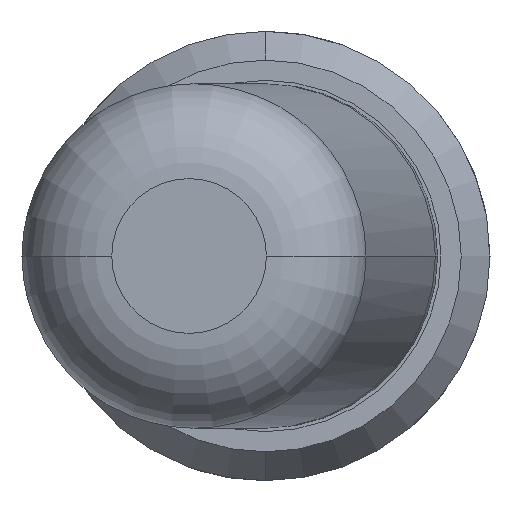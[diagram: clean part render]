
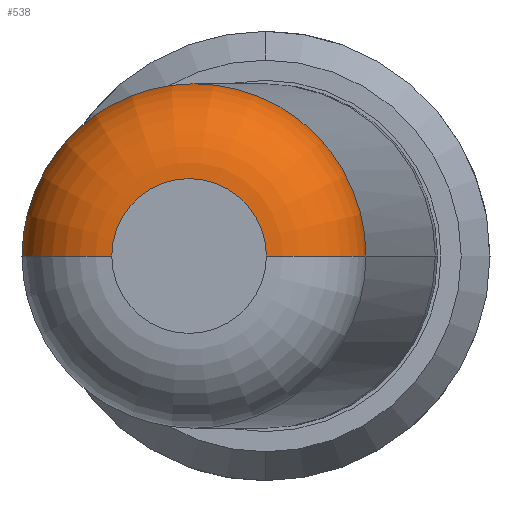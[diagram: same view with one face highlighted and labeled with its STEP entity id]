
A CAD part, front view. The second image highlights one B-rep face of the part: STEP entity #538.
In plain terms, the highlighted toroidal (fillet/blend) face has major radius 0.155 mm and minor radius 0.19 mm.
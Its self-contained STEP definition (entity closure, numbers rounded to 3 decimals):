
#47 = CARTESIAN_POINT ( 'NONE',  ( -0.143, -12.506, 0.345 ) ) ;
#69 = TOROIDAL_SURFACE ( 'NONE', #3641, 0.155, 0.19 ) ;
#140 = EDGE_CURVE ( 'NONE', #482, #2568, #4408, .T. ) ;
#295 = EDGE_CURVE ( 'NONE', #712, #1259, #3964, .T. ) ;
#386 = DIRECTION ( 'NONE',  ( -1., 0., 0. ) ) ;
#482 = VERTEX_POINT ( 'NONE', #3742 ) ;
#484 = CARTESIAN_POINT ( 'NONE',  ( -0.143, -12.506, 0.345 ) ) ;
#493 = ORIENTED_EDGE ( 'NONE', *, *, #4544, .T. ) ;
#538 = ADVANCED_FACE ( 'Defeature ausgef�hrt1_9', ( #4072 ), #69, .T. ) ;
#587 = CARTESIAN_POINT ( 'NONE',  ( -0.053, -12.511, 0.345 ) ) ;
#597 = CIRCLE ( 'NONE', #3718, 0.155 ) ;
#626 = CARTESIAN_POINT ( 'NONE',  ( -0.487, -12.488, 0. ) ) ;
#712 = VERTEX_POINT ( 'NONE', #47 ) ;
#941 = CIRCLE ( 'NONE', #1764, 0.19 ) ;
#976 = DIRECTION ( 'NONE',  ( 0., 0., 1. ) ) ;
#1259 = VERTEX_POINT ( 'NONE', #626 ) ;
#1352 = CARTESIAN_POINT ( 'NONE',  ( 0.202, -12.524, 0.09 ) ) ;
#1391 = EDGE_LOOP ( 'NONE', ( #1945, #2976, #493, #2018, #2231 ) ) ;
#1764 = AXIS2_PLACEMENT_3D ( 'NONE', #4403, #2540, #386 ) ;
#1816 = CARTESIAN_POINT ( 'NONE',  ( -0.308, -12.688, 0. ) ) ;
#1945 = ORIENTED_EDGE ( 'NONE', *, *, #3457, .T. ) ;
#2018 = ORIENTED_EDGE ( 'NONE', *, *, #295, .T. ) ;
#2021 = AXIS2_PLACEMENT_3D ( 'NONE', #4248, #976, #4263 ) ;
#2231 = ORIENTED_EDGE ( 'NONE', *, *, #3355, .F. ) ;
#2330 = CARTESIAN_POINT ( 'NONE',  ( -0.45, -12.49, 0.18 ) ) ;
#2540 = DIRECTION ( 'NONE',  ( 0., 0., -1. ) ) ;
#2549 = CARTESIAN_POINT ( 'NONE',  ( -0.143, -12.506, 0. ) ) ;
#2568 = VERTEX_POINT ( 'NONE', #3750 ) ;
#2710 = CARTESIAN_POINT ( 'NONE',  ( -0.487, -12.488, 0.09 ) ) ;
#2810 = CARTESIAN_POINT ( 'NONE',  ( -0.143, -12.506, 0.345 ) ) ;
#2952 = DIRECTION ( 'NONE',  ( -0.999, 0.052, 0. ) ) ;
#2976 = ORIENTED_EDGE ( 'NONE', *, *, #140, .T. ) ;
#2982 = B_SPLINE_CURVE_WITH_KNOTS ( 'NONE', 3,
 ( #4233, #1352, #3571, #3930, #587, #2810 ),
 .UNSPECIFIED., .F., .F.,
 ( 4, 2, 4 ),
 ( 0.5, 0.75, 1. ),
 .UNSPECIFIED. ) ;
#3298 = DIRECTION ( 'NONE',  ( 0.052, 0.999, 0. ) ) ;
#3310 = DIRECTION ( 'NONE',  ( 0.052, 0.999, 0. ) ) ;
#3355 = EDGE_CURVE ( 'NONE', #3966, #1259, #941, .T. ) ;
#3457 = EDGE_CURVE ( 'Defeature ausgef�hrt1_9+Defeature ausgef�hrt1_8+Defeature ausgef�hrt1_8+Defeature ausgef�hrt1_8', #3966, #482, #597, .T. ) ;
#3571 = CARTESIAN_POINT ( 'NONE',  ( 0.165, -12.522, 0.18 ) ) ;
#3641 = AXIS2_PLACEMENT_3D ( 'NONE', #2549, #3298, #2952 ) ;
#3718 = AXIS2_PLACEMENT_3D ( 'NONE', #4004, #3310, #4370 ) ;
#3742 = CARTESIAN_POINT ( 'NONE',  ( 0.002, -12.704, 0. ) ) ;
#3750 = CARTESIAN_POINT ( 'NONE',  ( 0.202, -12.524, 0. ) ) ;
#3930 = CARTESIAN_POINT ( 'NONE',  ( 0.037, -12.516, 0.308 ) ) ;
#3964 = B_SPLINE_CURVE_WITH_KNOTS ( 'NONE', 3,
 ( #484, #4155, #4501, #2330, #2710, #4518 ),
 .UNSPECIFIED., .F., .F.,
 ( 4, 2, 4 ),
 ( 0., 0.25, 0.5 ),
 .UNSPECIFIED. ) ;
#3966 = VERTEX_POINT ( 'NONE', #1816 ) ;
#4004 = CARTESIAN_POINT ( 'NONE',  ( -0.153, -12.696, 0. ) ) ;
#4072 = FACE_OUTER_BOUND ( 'NONE', #1391, .T. ) ;
#4155 = CARTESIAN_POINT ( 'NONE',  ( -0.233, -12.502, 0.345 ) ) ;
#4233 = CARTESIAN_POINT ( 'NONE',  ( 0.202, -12.524, 0. ) ) ;
#4248 = CARTESIAN_POINT ( 'NONE',  ( 0.012, -12.514, 0. ) ) ;
#4263 = DIRECTION ( 'NONE',  ( 1., 0., 0. ) ) ;
#4370 = DIRECTION ( 'NONE',  ( -0.999, 0.052, 0. ) ) ;
#4403 = CARTESIAN_POINT ( 'NONE',  ( -0.298, -12.498, 0. ) ) ;
#4408 = CIRCLE ( 'NONE', #2021, 0.19 ) ;
#4501 = CARTESIAN_POINT ( 'NONE',  ( -0.323, -12.497, 0.308 ) ) ;
#4518 = CARTESIAN_POINT ( 'NONE',  ( -0.487, -12.488, 0. ) ) ;
#4544 = EDGE_CURVE ( 'Defeature ausgef�hrt1_9+Defeature ausgef�hrt1_6+Defeature ausgef�hrt1_6+Defeature ausgef�hrt1_6', #2568, #712, #2982, .T. ) ;
